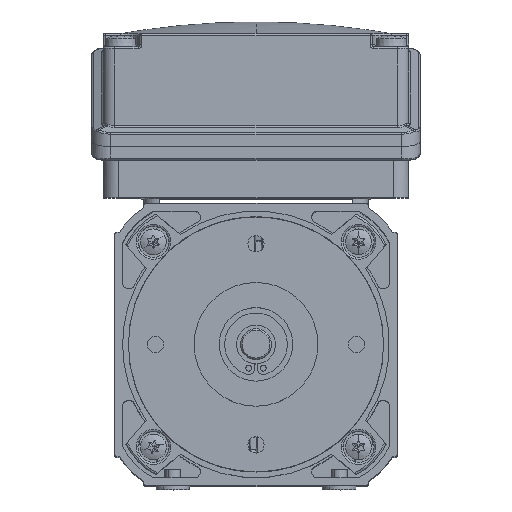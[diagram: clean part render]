
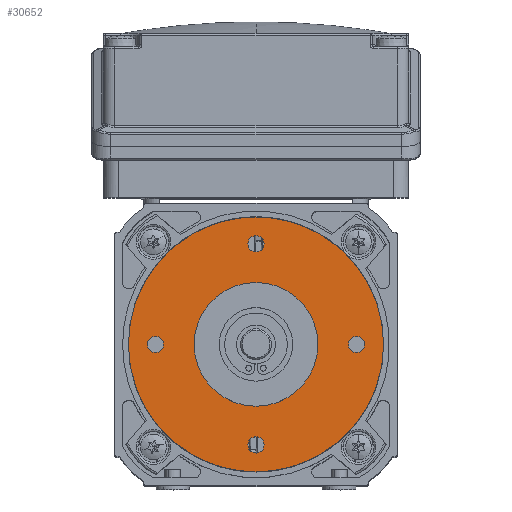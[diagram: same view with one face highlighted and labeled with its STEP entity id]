
A CAD part, top view. The second image highlights one B-rep face of the part: STEP entity #30652.
In plain terms, the highlighted planar face has unit normal (0, 0, 1).
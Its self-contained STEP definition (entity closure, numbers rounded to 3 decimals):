
#3191 = CARTESIAN_POINT ( 'NONE',  ( 26., 0., 8. ) ) ;
#3192 = DIRECTION ( 'NONE',  ( 0., 0., 1. ) ) ;
#3193 = DIRECTION ( 'NONE',  ( 1., 0., 0. ) ) ;
#3278 = CARTESIAN_POINT ( 'NONE',  ( 0., 0., 8. ) ) ;
#3279 = DIRECTION ( 'NONE',  ( 0., 0., -1. ) ) ;
#3280 = DIRECTION ( 'NONE',  ( -1., 0., 0. ) ) ;
#3314 = CARTESIAN_POINT ( 'NONE',  ( -26., 0., 8. ) ) ;
#3315 = DIRECTION ( 'NONE',  ( 0., 0., 1. ) ) ;
#3316 = DIRECTION ( 'NONE',  ( 1., 0., 0. ) ) ;
#3480 = CARTESIAN_POINT ( 'NONE',  ( 0., 26., 8. ) ) ;
#3481 = DIRECTION ( 'NONE',  ( 0., 0., 1. ) ) ;
#3482 = DIRECTION ( 'NONE',  ( 1., 0., 0. ) ) ;
#3488 = CARTESIAN_POINT ( 'NONE',  ( 26., 0., 8. ) ) ;
#3489 = DIRECTION ( 'NONE',  ( 0., 0., 1. ) ) ;
#3490 = DIRECTION ( 'NONE',  ( 1., 0., 0. ) ) ;
#3507 = CARTESIAN_POINT ( 'NONE',  ( 0., -26., 8. ) ) ;
#3508 = DIRECTION ( 'NONE',  ( 0., 0., 1. ) ) ;
#3509 = DIRECTION ( 'NONE',  ( 1., 0., 0. ) ) ;
#3613 = CARTESIAN_POINT ( 'NONE',  ( 0., 0., 8. ) ) ;
#3614 = DIRECTION ( 'NONE',  ( 0., 0., -1. ) ) ;
#3615 = DIRECTION ( 'NONE',  ( -1., 0., 0. ) ) ;
#5576 = CARTESIAN_POINT ( 'NONE',  ( 2.1, 26., 8. ) ) ;
#5579 = CARTESIAN_POINT ( 'NONE',  ( 28.1, 0., 8. ) ) ;
#5583 = CARTESIAN_POINT ( 'NONE',  ( -2.1, 26., 8. ) ) ;
#5587 = CARTESIAN_POINT ( 'NONE',  ( 23.9, 0., 8. ) ) ;
#5616 = CARTESIAN_POINT ( 'NONE',  ( 16., 0., 8. ) ) ;
#5619 = CARTESIAN_POINT ( 'NONE',  ( -16., 0., 8. ) ) ;
#5628 = CARTESIAN_POINT ( 'NONE',  ( -23.9, 0., 8. ) ) ;
#5651 = CARTESIAN_POINT ( 'NONE',  ( -2.1, -26., 8. ) ) ;
#5652 = CARTESIAN_POINT ( 'NONE',  ( 33., 0., 8. ) ) ;
#5668 = CARTESIAN_POINT ( 'NONE',  ( 2.1, -26., 8. ) ) ;
#9280 = CARTESIAN_POINT ( 'NONE',  ( -26., 0., 8. ) ) ;
#9281 = DIRECTION ( 'NONE',  ( 0., 0., 1. ) ) ;
#9282 = DIRECTION ( 'NONE',  ( 1., 0., 0. ) ) ;
#9325 = CARTESIAN_POINT ( 'NONE',  ( 0., 26., 8. ) ) ;
#9326 = DIRECTION ( 'NONE',  ( 0., 0., 1. ) ) ;
#9328 = DIRECTION ( 'NONE',  ( 1., 0., 0. ) ) ;
#9400 = CARTESIAN_POINT ( 'NONE',  ( 0., -26., 8. ) ) ;
#9401 = DIRECTION ( 'NONE',  ( 0., 0., 1. ) ) ;
#9402 = DIRECTION ( 'NONE',  ( 1., 0., 0. ) ) ;
#9702 = CARTESIAN_POINT ( 'NONE',  ( 0., 0., 8. ) ) ;
#9703 = DIRECTION ( 'NONE',  ( 0., 0., -1. ) ) ;
#9704 = DIRECTION ( 'NONE',  ( -1., 0., 0. ) ) ;
#10227 = FACE_BOUND ( 'NONE', #32050, .T. ) ;
#10228 = FACE_BOUND ( 'NONE', #32219, .T. ) ;
#10229 = FACE_BOUND ( 'NONE', #31971, .T. ) ;
#10230 = FACE_BOUND ( 'NONE', #32147, .T. ) ;
#10232 = FACE_BOUND ( 'NONE', #32073, .T. ) ;
#10233 = FACE_OUTER_BOUND ( 'NONE', #32164, .T. ) ;
#11950 = ORIENTED_EDGE ( 'NONE', *, *, #40159, .F. ) ;
#11952 = ORIENTED_EDGE ( 'NONE', *, *, #40217, .F. ) ;
#11958 = ORIENTED_EDGE ( 'NONE', *, *, #40591, .F. ) ;
#11961 = ORIENTED_EDGE ( 'NONE', *, *, #40603, .F. ) ;
#11962 = ORIENTED_EDGE ( 'NONE', *, *, #40463, .F. ) ;
#11964 = ORIENTED_EDGE ( 'NONE', *, *, #40565, .F. ) ;
#11968 = ORIENTED_EDGE ( 'NONE', *, *, #40657, .F. ) ;
#11971 = ORIENTED_EDGE ( 'NONE', *, *, #40266, .T. ) ;
#11973 = ORIENTED_EDGE ( 'NONE', *, *, #39655, .F. ) ;
#11975 = ORIENTED_EDGE ( 'NONE', *, *, #40183, .F. ) ;
#11977 = ORIENTED_EDGE ( 'NONE', *, *, #40588, .F. ) ;
#11979 = ORIENTED_EDGE ( 'NONE', *, *, #40545, .T. ) ;
#23876 = AXIS2_PLACEMENT_3D ( 'NONE', #52244, #51971, #52012 ) ;
#26399 = CIRCLE ( 'NONE', #49758, 33. ) ;
#26662 = CIRCLE ( 'NONE', #49905, 2.1 ) ;
#26667 = CIRCLE ( 'NONE', #49914, 2.1 ) ;
#26700 = CIRCLE ( 'NONE', #49931, 2.1 ) ;
#26740 = CIRCLE ( 'NONE', #49962, 16. ) ;
#26895 = CIRCLE ( 'NONE', #50065, 2.1 ) ;
#26925 = CIRCLE ( 'NONE', #50100, 16. ) ;
#27065 = CARTESIAN_POINT ( 'NONE',  ( -28.1, 0., 8. ) ) ;
#27094 = CARTESIAN_POINT ( 'NONE',  ( -33., 0., 8. ) ) ;
#30652 = ADVANCED_FACE ( 'NONE', ( #10228, #10232, #10229, #10227, #10230, #10233 ), #52051, .F. ) ;
#31971 = EDGE_LOOP ( 'NONE', ( #11958, #11962 ) ) ;
#32050 = EDGE_LOOP ( 'NONE', ( #11977, #11975 ) ) ;
#32073 = EDGE_LOOP ( 'NONE', ( #11952, #11961 ) ) ;
#32147 = EDGE_LOOP ( 'NONE', ( #11979, #11971 ) ) ;
#32164 = EDGE_LOOP ( 'NONE', ( #11968, #11973 ) ) ;
#32219 = EDGE_LOOP ( 'NONE', ( #11950, #11964 ) ) ;
#37163 = CIRCLE ( 'NONE', #50121, 2.1 ) ;
#37174 = CIRCLE ( 'NONE', #50131, 2.1 ) ;
#37177 = CIRCLE ( 'NONE', #50135, 2.1 ) ;
#37189 = CIRCLE ( 'NONE', #50144, 2.1 ) ;
#37227 = CIRCLE ( 'NONE', #50173, 33. ) ;
#39655 = EDGE_CURVE ( 'NONE', #49770, #50640, #26399, .T. ) ;
#40159 = EDGE_CURVE ( 'NONE', #49616, #50505, #26662, .T. ) ;
#40183 = EDGE_CURVE ( 'NONE', #49364, #49360, #26667, .T. ) ;
#40217 = EDGE_CURVE ( 'NONE', #49845, #49769, #26700, .T. ) ;
#40266 = EDGE_CURVE ( 'NONE', #49569, #49573, #26740, .T. ) ;
#40463 = EDGE_CURVE ( 'NONE', #49387, #49303, #26895, .T. ) ;
#40545 = EDGE_CURVE ( 'NONE', #49573, #49569, #26925, .T. ) ;
#40565 = EDGE_CURVE ( 'NONE', #50505, #49616, #37163, .T. ) ;
#40588 = EDGE_CURVE ( 'NONE', #49360, #49364, #37174, .T. ) ;
#40591 = EDGE_CURVE ( 'NONE', #49303, #49387, #37177, .T. ) ;
#40603 = EDGE_CURVE ( 'NONE', #49769, #49845, #37189, .T. ) ;
#40657 = EDGE_CURVE ( 'NONE', #50640, #49770, #37227, .T. ) ;
#49303 = VERTEX_POINT ( 'NONE', #5579 ) ;
#49360 = VERTEX_POINT ( 'NONE', #5576 ) ;
#49364 = VERTEX_POINT ( 'NONE', #5583 ) ;
#49387 = VERTEX_POINT ( 'NONE', #5587 ) ;
#49569 = VERTEX_POINT ( 'NONE', #5616 ) ;
#49573 = VERTEX_POINT ( 'NONE', #5619 ) ;
#49616 = VERTEX_POINT ( 'NONE', #5628 ) ;
#49758 = AXIS2_PLACEMENT_3D ( 'NONE', #55379, #55380, #55381 ) ;
#49769 = VERTEX_POINT ( 'NONE', #5651 ) ;
#49770 = VERTEX_POINT ( 'NONE', #5652 ) ;
#49845 = VERTEX_POINT ( 'NONE', #5668 ) ;
#49905 = AXIS2_PLACEMENT_3D ( 'NONE', #9280, #9281, #9282 ) ;
#49914 = AXIS2_PLACEMENT_3D ( 'NONE', #9325, #9326, #9328 ) ;
#49931 = AXIS2_PLACEMENT_3D ( 'NONE', #9400, #9401, #9402 ) ;
#49962 = AXIS2_PLACEMENT_3D ( 'NONE', #9702, #9703, #9704 ) ;
#50065 = AXIS2_PLACEMENT_3D ( 'NONE', #3191, #3192, #3193 ) ;
#50100 = AXIS2_PLACEMENT_3D ( 'NONE', #3278, #3279, #3280 ) ;
#50121 = AXIS2_PLACEMENT_3D ( 'NONE', #3314, #3315, #3316 ) ;
#50131 = AXIS2_PLACEMENT_3D ( 'NONE', #3480, #3481, #3482 ) ;
#50135 = AXIS2_PLACEMENT_3D ( 'NONE', #3488, #3489, #3490 ) ;
#50144 = AXIS2_PLACEMENT_3D ( 'NONE', #3507, #3508, #3509 ) ;
#50173 = AXIS2_PLACEMENT_3D ( 'NONE', #3613, #3614, #3615 ) ;
#50505 = VERTEX_POINT ( 'NONE', #27065 ) ;
#50640 = VERTEX_POINT ( 'NONE', #27094 ) ;
#51971 = DIRECTION ( 'NONE',  ( 0., 0., -1. ) ) ;
#52012 = DIRECTION ( 'NONE',  ( -1., 0., 0. ) ) ;
#52051 = PLANE ( 'NONE',  #23876 ) ;
#52244 = CARTESIAN_POINT ( 'NONE',  ( 0., -44.172, 8. ) ) ;
#55379 = CARTESIAN_POINT ( 'NONE',  ( 0., 0., 8. ) ) ;
#55380 = DIRECTION ( 'NONE',  ( 0., 0., -1. ) ) ;
#55381 = DIRECTION ( 'NONE',  ( -1., 0., 0. ) ) ;
